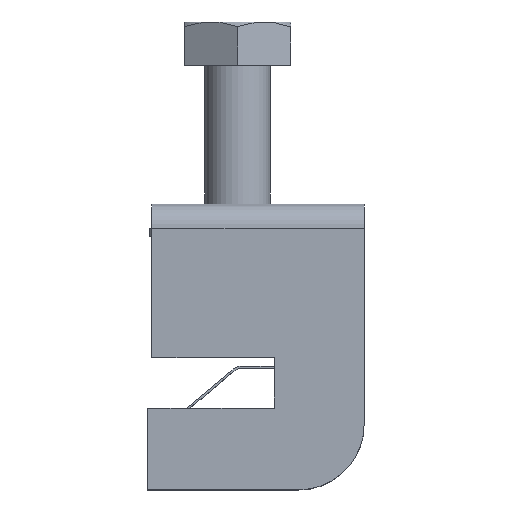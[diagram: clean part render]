
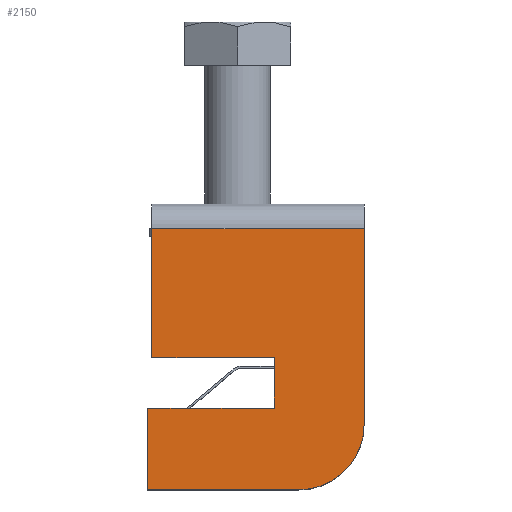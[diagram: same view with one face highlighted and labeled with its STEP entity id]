
A CAD part, top view. The second image highlights one B-rep face of the part: STEP entity #2150.
In plain terms, the highlighted planar face has unit normal (0, 0, 1).
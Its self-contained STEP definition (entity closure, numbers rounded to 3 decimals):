
#81=CIRCLE('',#2283,0.5);
#82=CIRCLE('',#2284,0.2);
#83=CIRCLE('',#2285,0.2);
#84=CIRCLE('',#2286,8.);
#233=FACE_OUTER_BOUND('',#337,.T.);
#337=EDGE_LOOP('',(#1619,#1620,#1621,#1622,#1623,#1624,#1625,#1626,#1627,
#1628,#1629,#1630,#1631,#1632));
#542=LINE('',#3246,#784);
#553=LINE('',#3275,#795);
#554=LINE('',#3277,#796);
#555=LINE('',#3281,#797);
#556=LINE('',#3285,#798);
#557=LINE('',#3289,#799);
#558=LINE('',#3291,#800);
#559=LINE('',#3293,#801);
#560=LINE('',#3297,#802);
#561=LINE('',#3298,#803);
#784=VECTOR('',#2595,15.8);
#795=VECTOR('',#2616,15.);
#796=VECTOR('',#2617,6.2);
#797=VECTOR('',#2620,5.895);
#798=VECTOR('',#2623,3.291);
#799=VECTOR('',#2626,6.296);
#800=VECTOR('',#2627,9.967);
#801=VECTOR('',#2628,18.5);
#802=VECTOR('',#2631,24.);
#803=VECTOR('',#2632,26.);
#1027=VERTEX_POINT('',#3243);
#1028=VERTEX_POINT('',#3245);
#1041=VERTEX_POINT('',#3274);
#1042=VERTEX_POINT('',#3276);
#1043=VERTEX_POINT('',#3278);
#1044=VERTEX_POINT('',#3280);
#1045=VERTEX_POINT('',#3282);
#1046=VERTEX_POINT('',#3284);
#1047=VERTEX_POINT('',#3286);
#1048=VERTEX_POINT('',#3288);
#1049=VERTEX_POINT('',#3290);
#1050=VERTEX_POINT('',#3292);
#1051=VERTEX_POINT('',#3294);
#1052=VERTEX_POINT('',#3296);
#1258=EDGE_CURVE('',#1027,#1028,#542,.T.);
#1273=EDGE_CURVE('',#1027,#1041,#553,.T.);
#1274=EDGE_CURVE('',#1042,#1041,#554,.T.);
#1275=EDGE_CURVE('',#1043,#1042,#81,.T.);
#1276=EDGE_CURVE('',#1043,#1044,#555,.T.);
#1277=EDGE_CURVE('',#1045,#1044,#82,.T.);
#1278=EDGE_CURVE('',#1045,#1046,#556,.T.);
#1279=EDGE_CURVE('',#1047,#1046,#83,.T.);
#1280=EDGE_CURVE('',#1047,#1048,#557,.T.);
#1281=EDGE_CURVE('',#1048,#1049,#558,.T.);
#1282=EDGE_CURVE('',#1050,#1049,#559,.T.);
#1283=EDGE_CURVE('',#1051,#1050,#84,.T.);
#1284=EDGE_CURVE('',#1052,#1051,#560,.T.);
#1285=EDGE_CURVE('',#1028,#1052,#561,.T.);
#1619=ORIENTED_EDGE('',*,*,#1258,.F.);
#1620=ORIENTED_EDGE('',*,*,#1273,.T.);
#1621=ORIENTED_EDGE('',*,*,#1274,.F.);
#1622=ORIENTED_EDGE('',*,*,#1275,.F.);
#1623=ORIENTED_EDGE('',*,*,#1276,.T.);
#1624=ORIENTED_EDGE('',*,*,#1277,.F.);
#1625=ORIENTED_EDGE('',*,*,#1278,.T.);
#1626=ORIENTED_EDGE('',*,*,#1279,.F.);
#1627=ORIENTED_EDGE('',*,*,#1280,.T.);
#1628=ORIENTED_EDGE('',*,*,#1281,.T.);
#1629=ORIENTED_EDGE('',*,*,#1282,.F.);
#1630=ORIENTED_EDGE('',*,*,#1283,.F.);
#1631=ORIENTED_EDGE('',*,*,#1284,.F.);
#1632=ORIENTED_EDGE('',*,*,#1285,.F.);
#2077=PLANE('',#2282);
#2150=ADVANCED_FACE('',(#233),#2077,.T.);
#2282=AXIS2_PLACEMENT_3D('',#3273,#2614,#2615);
#2283=AXIS2_PLACEMENT_3D('',#3279,#2618,#2619);
#2284=AXIS2_PLACEMENT_3D('',#3283,#2621,#2622);
#2285=AXIS2_PLACEMENT_3D('',#3287,#2624,#2625);
#2286=AXIS2_PLACEMENT_3D('',#3295,#2629,#2630);
#2595=DIRECTION('',(0.,1.,0.));
#2614=DIRECTION('center_axis',(0.,0.,
1.));
#2615=DIRECTION('ref_axis',(1.,0.,0.));
#2616=DIRECTION('',(1.,0.,0.));
#2617=DIRECTION('',(0.,1.,0.));
#2618=DIRECTION('center_axis',(0.,0.,1.));
#2619=DIRECTION('ref_axis',(0.707,-0.707,0.));
#2620=DIRECTION('',(-1.,0.,0.));
#2621=DIRECTION('center_axis',(0.,0.,-1.));
#2622=DIRECTION('ref_axis',(0.652,0.758,0.));
#2623=DIRECTION('',(-1.,0.,0.));
#2624=DIRECTION('center_axis',(0.,0.,-1.));
#2625=DIRECTION('ref_axis',(0.652,0.758,0.));
#2626=DIRECTION('',(-1.,0.,0.));
#2627=DIRECTION('',(0.,-1.,0.));
#2628=DIRECTION('',(-1.,0.,0.));
#2629=DIRECTION('center_axis',(0.,0.,-1.));
#2630=DIRECTION('ref_axis',(0.707,-0.707,0.));
#2631=DIRECTION('',(0.,-1.,0.));
#2632=DIRECTION('',(1.,0.,0.));
#3243=CARTESIAN_POINT('',(-34.519,-1.379,16.));
#3245=CARTESIAN_POINT('',(-34.519,14.421,16.));
#3246=CARTESIAN_POINT('',(-34.519,17.421,16.));
#3273=CARTESIAN_POINT('Origin',(-22.245,-12.58,16.));
#3274=CARTESIAN_POINT('',(-19.519,-1.379,16.));
#3275=CARTESIAN_POINT('',(-23.076,-1.379,16.));
#3276=CARTESIAN_POINT('',(-19.519,-7.579,16.));
#3277=CARTESIAN_POINT('',(-19.519,-1.379,16.));
#3278=CARTESIAN_POINT('',(-19.52,-7.612,16.));
#3279=CARTESIAN_POINT('Origin',(-20.019,-7.579,16.));
#3280=CARTESIAN_POINT('',(-25.415,-7.612,16.));
#3281=CARTESIAN_POINT('',(-16.519,-7.612,16.));
#3282=CARTESIAN_POINT('',(-25.424,-7.612,16.));
#3283=CARTESIAN_POINT('Origin',(-25.419,-7.812,16.));
#3284=CARTESIAN_POINT('',(-28.715,-7.612,16.));
#3285=CARTESIAN_POINT('',(-16.519,-7.612,16.));
#3286=CARTESIAN_POINT('',(-28.724,-7.612,16.));
#3287=CARTESIAN_POINT('Origin',(-28.719,-7.812,16.));
#3288=CARTESIAN_POINT('',(-35.019,-7.612,16.));
#3289=CARTESIAN_POINT('',(-16.519,-7.612,16.));
#3290=CARTESIAN_POINT('',(-35.019,-17.579,16.));
#3291=CARTESIAN_POINT('',(-35.019,-7.612,16.));
#3292=CARTESIAN_POINT('',(-16.519,-17.579,16.));
#3293=CARTESIAN_POINT('',(-34.019,-17.579,16.));
#3294=CARTESIAN_POINT('',(-8.519,-9.579,16.));
#3295=CARTESIAN_POINT('Origin',(-16.519,-9.579,16.));
#3296=CARTESIAN_POINT('',(-8.519,14.421,16.));
#3297=CARTESIAN_POINT('',(-8.519,-17.579,16.));
#3298=CARTESIAN_POINT('',(-28.033,14.421,16.));
